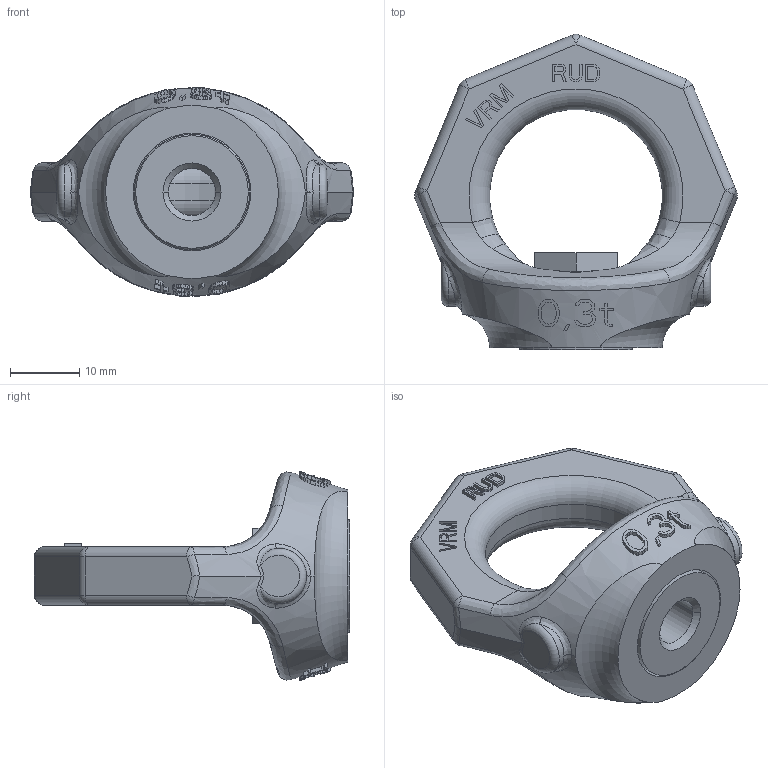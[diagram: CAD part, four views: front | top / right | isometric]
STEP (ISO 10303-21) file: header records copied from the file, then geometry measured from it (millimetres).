
FILE_DESCRIPTION((''),'2;1');
FILE_NAME('001-M32420-P-1_ASM','2017-05-30T',('Andreas.Wendler'),(''),'PRO/ENGINEER BY PARAMETRIC TECHNOLOGY CORPORATION, 2011490','PRO/ENGINEER BY PARAMETRIC TECHNOLOGY CORPORATION, 2011490','');
FILE_SCHEMA(('CONFIG_CONTROL_DESIGN'));
Length unit declared in the file: millimetre
Products named in the file (4): 001-M35304-P-1_AF0; 001-M32420-P-1; 001-M31264-P-2; 001-M32420-P-1_ASM
Assembly tree (3 placements, depth 2):
  001-M32420-P-1_ASM
    001-M35304-P-1_AF0
    001-M32420-P-1
    001-M31264-P-2
Bounding box: 46.73 x 45.62 x 30.25 mm (x, y, z)
Volume: 13518.3 mm3; surface area: 7019.8 mm2
Topology: 3 solids, 3 shells, 523 faces, 1418 edges, 916 vertices
Faces by surface type: plane 401, bspline 52, cylinder 34, torus 14, sphere 12, cone 10
Entity records: 19436 total; most frequent: CARTESIAN_POINT 7482, ORIENTED_EDGE 2836, DIRECTION 1882, EDGE_CURVE 1418, VERTEX_POINT 916, VECTOR 698, LINE 698, B_SPLINE_CURVE_WITH_KNOTS 606
